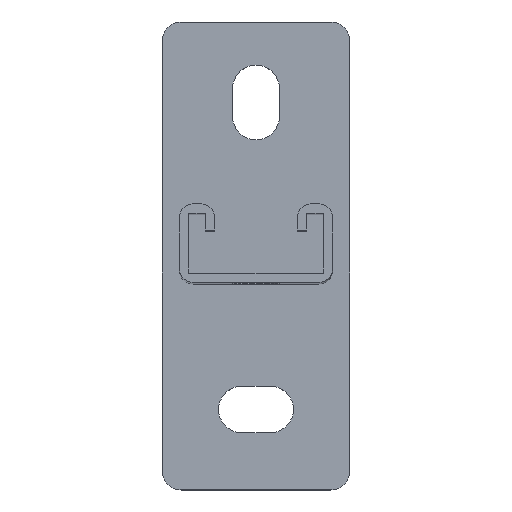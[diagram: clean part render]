
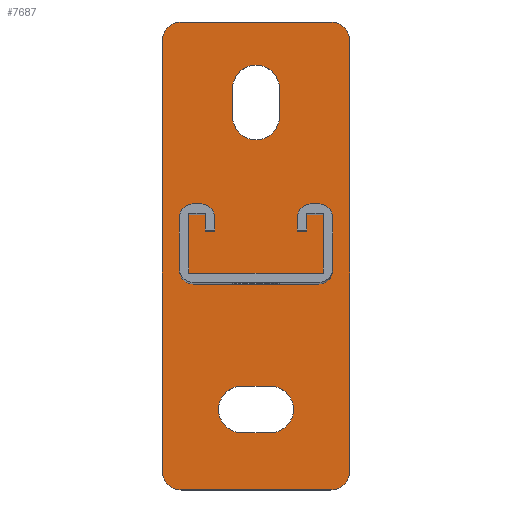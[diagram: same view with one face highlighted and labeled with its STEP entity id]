
A CAD part, top view. The second image highlights one B-rep face of the part: STEP entity #7687.
In plain terms, the highlighted planar face has unit normal (0, 0, 1).
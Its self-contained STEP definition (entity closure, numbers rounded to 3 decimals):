
#44 = DIRECTION ( 'NONE',  ( 1., 0., 0. ) ) ;
#45 = ORIENTED_EDGE ( 'NONE', *, *, #2455, .F. ) ;
#66 = LINE ( 'NONE', #10808, #10772 ) ;
#207 = CARTESIAN_POINT ( 'NONE',  ( 25., -57.5, 0. ) ) ;
#211 = EDGE_CURVE ( 'NONE', #9794, #3101, #940, .T. ) ;
#263 = VERTEX_POINT ( 'NONE', #1987 ) ;
#430 = CARTESIAN_POINT ( 'NONE',  ( 20., 57.5, 0. ) ) ;
#527 = CARTESIAN_POINT ( 'NONE',  ( 25., 62.5, 0. ) ) ;
#591 = DIRECTION ( 'NONE',  ( 0., 0., 1. ) ) ;
#646 = CARTESIAN_POINT ( 'NONE',  ( 0., 44.75, 0. ) ) ;
#669 = AXIS2_PLACEMENT_3D ( 'NONE', #12718, #6928, #8028 ) ;
#724 = EDGE_CURVE ( 'NONE', #12899, #6261, #2374, .T. ) ;
#746 = CARTESIAN_POINT ( 'NONE',  ( -6.25, 44.75, 0. ) ) ;
#767 = VERTEX_POINT ( 'NONE', #13852 ) ;
#835 = PLANE ( 'NONE',  #669 ) ;
#940 = CIRCLE ( 'NONE', #14587, 5. ) ;
#1482 = CARTESIAN_POINT ( 'NONE',  ( 6.25, 44.75, 0. ) ) ;
#1560 = DIRECTION ( 'NONE',  ( 1., 0., 0. ) ) ;
#1564 = EDGE_CURVE ( 'NONE', #10797, #263, #10108, .T. ) ;
#1667 = DIRECTION ( 'NONE',  ( 0., 0., 1. ) ) ;
#1684 = VERTEX_POINT ( 'NONE', #1482 ) ;
#1893 = DIRECTION ( 'NONE',  ( 0., -1., 0. ) ) ;
#1987 = CARTESIAN_POINT ( 'NONE',  ( 10., -41., 0. ) ) ;
#2071 = DIRECTION ( 'NONE',  ( 1., 0., 0. ) ) ;
#2106 = ORIENTED_EDGE ( 'NONE', *, *, #211, .T. ) ;
#2374 = CIRCLE ( 'NONE', #15019, 5. ) ;
#2455 = EDGE_CURVE ( 'NONE', #9102, #767, #4457, .T. ) ;
#2562 = EDGE_CURVE ( 'NONE', #3101, #14457, #6509, .T. ) ;
#2615 = AXIS2_PLACEMENT_3D ( 'NONE', #9033, #4265, #7691 ) ;
#2754 = EDGE_LOOP ( 'NONE', ( #10801, #15392, #8690, #5631, #3047, #6620, #14425, #2106 ) ) ;
#2760 = EDGE_CURVE ( 'NONE', #13780, #7732, #8394, .T. ) ;
#2950 = EDGE_CURVE ( 'NONE', #11848, #10718, #8380, .T. ) ;
#3047 = ORIENTED_EDGE ( 'NONE', *, *, #10493, .T. ) ;
#3101 = VERTEX_POINT ( 'NONE', #4143 ) ;
#3114 = AXIS2_PLACEMENT_3D ( 'NONE', #14044, #5571, #9340 ) ;
#3393 = ORIENTED_EDGE ( 'NONE', *, *, #5846, .F. ) ;
#3486 = CARTESIAN_POINT ( 'NONE',  ( -20., -62.5, 0. ) ) ;
#3538 = LINE ( 'NONE', #527, #15515 ) ;
#3591 = CARTESIAN_POINT ( 'NONE',  ( 3.75, -41., 0. ) ) ;
#3599 = DIRECTION ( 'NONE',  ( -1., 0., 0. ) ) ;
#3876 = CARTESIAN_POINT ( 'NONE',  ( -3.75, -34.75, 0. ) ) ;
#4071 = DIRECTION ( 'NONE',  ( 0., 0., 1. ) ) ;
#4143 = CARTESIAN_POINT ( 'NONE',  ( -25., 57.5, 0. ) ) ;
#4168 = EDGE_CURVE ( 'NONE', #1684, #10441, #12260, .T. ) ;
#4219 = CARTESIAN_POINT ( 'NONE',  ( -25., 62.5, 0. ) ) ;
#4265 = DIRECTION ( 'NONE',  ( 0., 0., 1. ) ) ;
#4288 = DIRECTION ( 'NONE',  ( 1., 0., 0. ) ) ;
#4457 = CIRCLE ( 'NONE', #2615, 6.25 ) ;
#4483 = DIRECTION ( 'NONE',  ( 1., 0., 0. ) ) ;
#4726 = VECTOR ( 'NONE', #10341, 1000. ) ;
#4829 = CARTESIAN_POINT ( 'NONE',  ( 3.75, -47.25, 0. ) ) ;
#4914 = LINE ( 'NONE', #4219, #14462 ) ;
#4948 = FACE_OUTER_BOUND ( 'NONE', #2754, .T. ) ;
#5311 = CIRCLE ( 'NONE', #12276, 5. ) ;
#5410 = ORIENTED_EDGE ( 'NONE', *, *, #1564, .F. ) ;
#5432 = EDGE_CURVE ( 'NONE', #14457, #14327, #5311, .T. ) ;
#5487 = CARTESIAN_POINT ( 'NONE',  ( 3.75, -41., 0. ) ) ;
#5571 = DIRECTION ( 'NONE',  ( 0., 0., 1. ) ) ;
#5631 = ORIENTED_EDGE ( 'NONE', *, *, #724, .T. ) ;
#5762 = VECTOR ( 'NONE', #1893, 1000. ) ;
#5772 = EDGE_CURVE ( 'NONE', #10441, #13780, #8295, .T. ) ;
#5846 = EDGE_CURVE ( 'NONE', #7732, #1684, #6233, .T. ) ;
#5962 = AXIS2_PLACEMENT_3D ( 'NONE', #646, #591, #10237 ) ;
#6017 = ORIENTED_EDGE ( 'NONE', *, *, #2760, .F. ) ;
#6129 = DIRECTION ( 'NONE',  ( 0., 0., 1. ) ) ;
#6233 = LINE ( 'NONE', #10202, #15009 ) ;
#6260 = CIRCLE ( 'NONE', #10682, 6.25 ) ;
#6261 = VERTEX_POINT ( 'NONE', #207 ) ;
#6509 = LINE ( 'NONE', #14928, #5762 ) ;
#6548 = ORIENTED_EDGE ( 'NONE', *, *, #13876, .F. ) ;
#6582 = ORIENTED_EDGE ( 'NONE', *, *, #4168, .F. ) ;
#6620 = ORIENTED_EDGE ( 'NONE', *, *, #2950, .T. ) ;
#6708 = CARTESIAN_POINT ( 'NONE',  ( -20., 57.5, 0. ) ) ;
#6731 = EDGE_CURVE ( 'NONE', #14154, #9102, #15261, .T. ) ;
#6761 = CARTESIAN_POINT ( 'NONE',  ( 6.25, 37.25, 0. ) ) ;
#6928 = DIRECTION ( 'NONE',  ( 0., 0., 1. ) ) ;
#7652 = CARTESIAN_POINT ( 'NONE',  ( 3.75, -34.75, 0. ) ) ;
#7687 = ADVANCED_FACE ( 'NONE', ( #10759, #11503, #4948 ), #835, .T. ) ;
#7691 = DIRECTION ( 'NONE',  ( 1., 0., 0. ) ) ;
#7732 = VERTEX_POINT ( 'NONE', #6761 ) ;
#7958 = AXIS2_PLACEMENT_3D ( 'NONE', #430, #13625, #12267 ) ;
#8028 = DIRECTION ( 'NONE',  ( 1., 0., 0. ) ) ;
#8295 = LINE ( 'NONE', #746, #4726 ) ;
#8380 = CIRCLE ( 'NONE', #7958, 5. ) ;
#8394 = CIRCLE ( 'NONE', #3114, 6.25 ) ;
#8572 = CARTESIAN_POINT ( 'NONE',  ( 20., -62.5, 0. ) ) ;
#8690 = ORIENTED_EDGE ( 'NONE', *, *, #12157, .T. ) ;
#8800 = EDGE_CURVE ( 'NONE', #10718, #9794, #4914, .T. ) ;
#9033 = CARTESIAN_POINT ( 'NONE',  ( -3.75, -41., 0. ) ) ;
#9102 = VERTEX_POINT ( 'NONE', #3876 ) ;
#9148 = DIRECTION ( 'NONE',  ( 0., 0., 1. ) ) ;
#9340 = DIRECTION ( 'NONE',  ( 1., 0., 0. ) ) ;
#9477 = CARTESIAN_POINT ( 'NONE',  ( -20., -57.5, 0. ) ) ;
#9794 = VERTEX_POINT ( 'NONE', #12377 ) ;
#9846 = VECTOR ( 'NONE', #3599, 1000. ) ;
#9907 = ORIENTED_EDGE ( 'NONE', *, *, #14277, .F. ) ;
#10108 = CIRCLE ( 'NONE', #14165, 6.25 ) ;
#10202 = CARTESIAN_POINT ( 'NONE',  ( 6.25, 44.75, 0. ) ) ;
#10237 = DIRECTION ( 'NONE',  ( 1., 0., 0. ) ) ;
#10341 = DIRECTION ( 'NONE',  ( 0., -1., 0. ) ) ;
#10366 = ORIENTED_EDGE ( 'NONE', *, *, #5772, .F. ) ;
#10432 = CARTESIAN_POINT ( 'NONE',  ( 25., 57.5, 0. ) ) ;
#10441 = VERTEX_POINT ( 'NONE', #14817 ) ;
#10478 = CARTESIAN_POINT ( 'NONE',  ( -6.25, 37.25, 0. ) ) ;
#10493 = EDGE_CURVE ( 'NONE', #6261, #11848, #3538, .T. ) ;
#10682 = AXIS2_PLACEMENT_3D ( 'NONE', #5487, #9148, #4483 ) ;
#10718 = VERTEX_POINT ( 'NONE', #14098 ) ;
#10759 = FACE_BOUND ( 'NONE', #13549, .T. ) ;
#10772 = VECTOR ( 'NONE', #44, 1000. ) ;
#10797 = VERTEX_POINT ( 'NONE', #4829 ) ;
#10801 = ORIENTED_EDGE ( 'NONE', *, *, #2562, .T. ) ;
#10808 = CARTESIAN_POINT ( 'NONE',  ( -3.75, -47.25, 0. ) ) ;
#11119 = VECTOR ( 'NONE', #1560, 1000. ) ;
#11503 = FACE_BOUND ( 'NONE', #13737, .T. ) ;
#11616 = DIRECTION ( 'NONE',  ( 0., 0., 1. ) ) ;
#11848 = VERTEX_POINT ( 'NONE', #10432 ) ;
#12157 = EDGE_CURVE ( 'NONE', #14327, #12899, #14478, .T. ) ;
#12160 = CARTESIAN_POINT ( 'NONE',  ( -25., -57.5, 0. ) ) ;
#12260 = CIRCLE ( 'NONE', #5962, 6.25 ) ;
#12267 = DIRECTION ( 'NONE',  ( 1., 0., 0. ) ) ;
#12276 = AXIS2_PLACEMENT_3D ( 'NONE', #9477, #11616, #2071 ) ;
#12377 = CARTESIAN_POINT ( 'NONE',  ( -20., 62.5, 0. ) ) ;
#12516 = DIRECTION ( 'NONE',  ( 0., 1., 0. ) ) ;
#12606 = CARTESIAN_POINT ( 'NONE',  ( 20., -57.5, 0. ) ) ;
#12718 = CARTESIAN_POINT ( 'NONE',  ( 0., 0., 0. ) ) ;
#12899 = VERTEX_POINT ( 'NONE', #8572 ) ;
#12907 = DIRECTION ( 'NONE',  ( 0., 1., 0. ) ) ;
#12982 = CARTESIAN_POINT ( 'NONE',  ( -3.75, -34.75, 0. ) ) ;
#13324 = DIRECTION ( 'NONE',  ( 1., 0., 0. ) ) ;
#13549 = EDGE_LOOP ( 'NONE', ( #45, #15078, #9907, #5410, #6548 ) ) ;
#13625 = DIRECTION ( 'NONE',  ( 0., 0., 1. ) ) ;
#13737 = EDGE_LOOP ( 'NONE', ( #6582, #3393, #6017, #10366 ) ) ;
#13764 = DIRECTION ( 'NONE',  ( 1., 0., 0. ) ) ;
#13780 = VERTEX_POINT ( 'NONE', #10478 ) ;
#13796 = DIRECTION ( 'NONE',  ( -1., 0., 0. ) ) ;
#13852 = CARTESIAN_POINT ( 'NONE',  ( -3.75, -47.25, 0. ) ) ;
#13876 = EDGE_CURVE ( 'NONE', #767, #10797, #66, .T. ) ;
#14044 = CARTESIAN_POINT ( 'NONE',  ( 0., 37.25, 0. ) ) ;
#14098 = CARTESIAN_POINT ( 'NONE',  ( 20., 62.5, 0. ) ) ;
#14154 = VERTEX_POINT ( 'NONE', #7652 ) ;
#14165 = AXIS2_PLACEMENT_3D ( 'NONE', #3591, #6129, #13324 ) ;
#14277 = EDGE_CURVE ( 'NONE', #263, #14154, #6260, .T. ) ;
#14327 = VERTEX_POINT ( 'NONE', #3486 ) ;
#14425 = ORIENTED_EDGE ( 'NONE', *, *, #8800, .T. ) ;
#14457 = VERTEX_POINT ( 'NONE', #12160 ) ;
#14462 = VECTOR ( 'NONE', #13796, 1000. ) ;
#14478 = LINE ( 'NONE', #14749, #11119 ) ;
#14587 = AXIS2_PLACEMENT_3D ( 'NONE', #6708, #1667, #4288 ) ;
#14749 = CARTESIAN_POINT ( 'NONE',  ( -25., -62.5, 0. ) ) ;
#14817 = CARTESIAN_POINT ( 'NONE',  ( -6.25, 44.75, 0. ) ) ;
#14928 = CARTESIAN_POINT ( 'NONE',  ( -25., 62.5, 0. ) ) ;
#15009 = VECTOR ( 'NONE', #12907, 1000. ) ;
#15019 = AXIS2_PLACEMENT_3D ( 'NONE', #12606, #4071, #13764 ) ;
#15078 = ORIENTED_EDGE ( 'NONE', *, *, #6731, .F. ) ;
#15261 = LINE ( 'NONE', #12982, #9846 ) ;
#15392 = ORIENTED_EDGE ( 'NONE', *, *, #5432, .T. ) ;
#15515 = VECTOR ( 'NONE', #12516, 1000. ) ;
